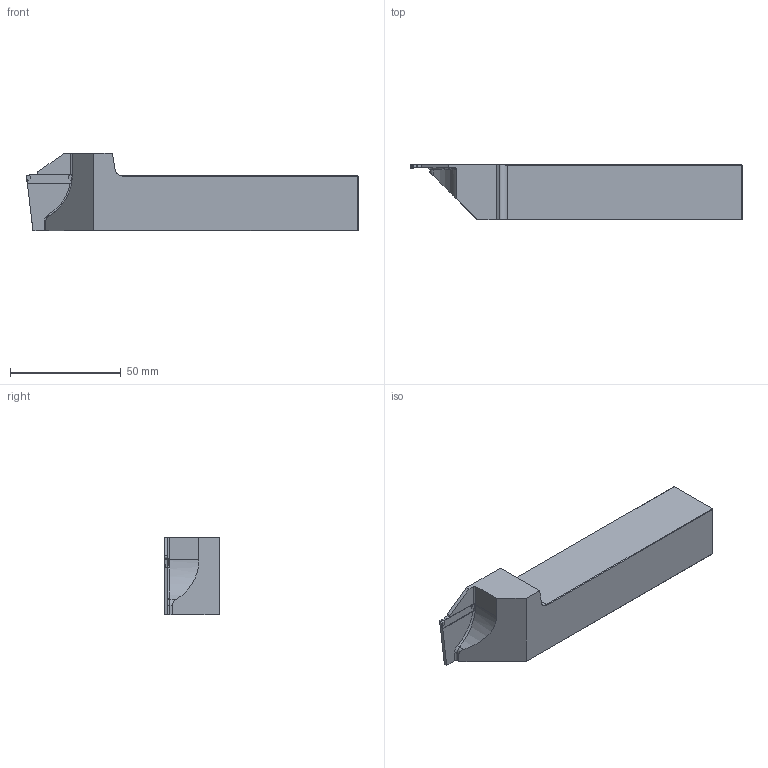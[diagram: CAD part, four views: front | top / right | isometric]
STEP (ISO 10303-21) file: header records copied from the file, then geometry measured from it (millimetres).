
FILE_DESCRIPTION(/* description */ (''),/* implementation_level */ '2;1');
FILE_NAME(/* name */ 'ADKT-SGC-L-2525-2-R20.stp',/* time_stamp */ '2023-10-28T20:36:43+03:00',/* author */ (''),/* organization */ (''),/* preprocessor_version */ 'ST-DEVELOPER v19.4',/* originating_system */ 'SIEMENS PLM Software NX2306.3001',/* authorisation */ '');
FILE_SCHEMA (('AUTOMOTIVE_DESIGN { 1 0 10303 214 3 1 1 1 }'));
Length unit declared in the file: millimetre
Products named in the file (1): ADKT-SGC-R-2525-2-R20-light
Bounding box: 150 x 25.25 x 35.15 mm (x, y, z)
Volume: 86004.8 mm3; surface area: 15994.3 mm2
Topology: 2 solids, 2 shells, 82 faces, 216 edges, 138 vertices
Faces by surface type: plane 59, cylinder 21, torus 2
Entity records: 2837 total; most frequent: CARTESIAN_POINT 470, ORIENTED_EDGE 432, DIRECTION 425, EDGE_CURVE 216, LINE 163, VECTOR 163, VERTEX_POINT 138, AXIS2_PLACEMENT_3D 131
